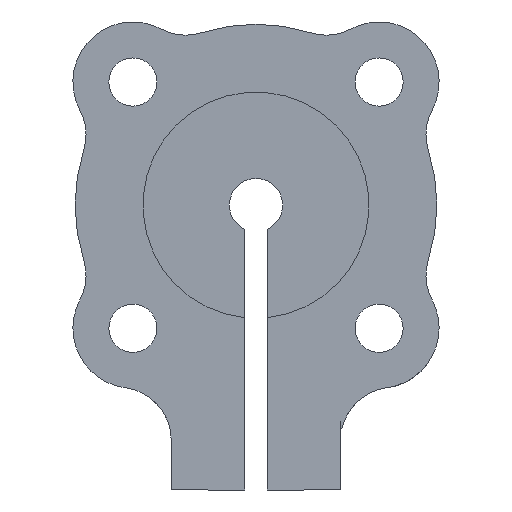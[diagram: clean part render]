
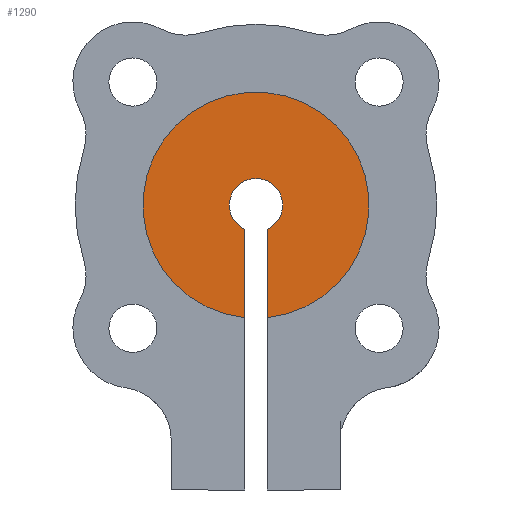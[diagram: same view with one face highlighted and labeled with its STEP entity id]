
A CAD part, front view. The second image highlights one B-rep face of the part: STEP entity #1290.
In plain terms, the highlighted planar face has unit normal (0, -1, 0).
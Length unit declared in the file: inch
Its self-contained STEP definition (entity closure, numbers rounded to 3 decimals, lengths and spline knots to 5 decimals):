
#83 = VERTEX_POINT ( 'NONE', #629 ) ;
#120 = CARTESIAN_POINT ( 'NONE',  ( 0.025, 0., -0.0535 ) ) ;
#198 = LINE ( 'NONE', #836, #831 ) ;
#230 = DIRECTION ( 'NONE',  ( 0., 0., 1. ) ) ;
#253 = DIRECTION ( 'NONE',  ( 0., 1., 0. ) ) ;
#375 = LINE ( 'NONE', #639, #999 ) ;
#498 = CIRCLE ( 'NONE', #1012, 0.05906 ) ;
#508 = AXIS2_PLACEMENT_3D ( 'NONE', #580, #253, #230 ) ;
#529 = CARTESIAN_POINT ( 'NONE',  ( -0.025, 0., -0.0535 ) ) ;
#580 = CARTESIAN_POINT ( 'NONE',  ( 0., 0., 0. ) ) ;
#613 = EDGE_CURVE ( 'NONE', #83, #1197, #1470, .T. ) ;
#628 = DIRECTION ( 'NONE',  ( 0., 0., -1. ) ) ;
#629 = CARTESIAN_POINT ( 'NONE',  ( -0.025, 0., -0.24875 ) ) ;
#639 = CARTESIAN_POINT ( 'NONE',  ( 0.025, 0., -0.39922 ) ) ;
#645 = EDGE_CURVE ( 'NONE', #83, #810, #198, .T. ) ;
#686 = EDGE_CURVE ( 'NONE', #1047, #810, #498, .T. ) ;
#688 = AXIS2_PLACEMENT_3D ( 'NONE', #842, #841, #838 ) ;
#715 = PLANE ( 'NONE',  #508 ) ;
#744 = DIRECTION ( 'NONE',  ( 0., 0., -1. ) ) ;
#747 = DIRECTION ( 'NONE',  ( 0., -1., 0. ) ) ;
#750 = CARTESIAN_POINT ( 'NONE',  ( 0., 0., 0. ) ) ;
#755 = EDGE_CURVE ( 'NONE', #1047, #1197, #375, .T. ) ;
#802 = DIRECTION ( 'NONE',  ( 0., 0., 1. ) ) ;
#810 = VERTEX_POINT ( 'NONE', #529 ) ;
#831 = VECTOR ( 'NONE', #802, 39.37008 ) ;
#836 = CARTESIAN_POINT ( 'NONE',  ( -0.025, 0., -0.39922 ) ) ;
#838 = DIRECTION ( 'NONE',  ( 0., 0., 1. ) ) ;
#841 = DIRECTION ( 'NONE',  ( 0., 1., 0. ) ) ;
#842 = CARTESIAN_POINT ( 'NONE',  ( 0., 0., 0. ) ) ;
#857 = ORIENTED_EDGE ( 'NONE', *, *, #645, .T. ) ;
#999 = VECTOR ( 'NONE', #628, 39.37008 ) ;
#1009 = EDGE_LOOP ( 'NONE', ( #857, #1011, #1448, #1115 ) ) ;
#1011 = ORIENTED_EDGE ( 'NONE', *, *, #686, .F. ) ;
#1012 = AXIS2_PLACEMENT_3D ( 'NONE', #750, #747, #744 ) ;
#1047 = VERTEX_POINT ( 'NONE', #120 ) ;
#1115 = ORIENTED_EDGE ( 'NONE', *, *, #613, .F. ) ;
#1197 = VERTEX_POINT ( 'NONE', #1521 ) ;
#1290 = ADVANCED_FACE ( 'NONE', ( #1551 ), #715, .F. ) ;
#1448 = ORIENTED_EDGE ( 'NONE', *, *, #755, .T. ) ;
#1470 = CIRCLE ( 'NONE', #688, 0.25 ) ;
#1521 = CARTESIAN_POINT ( 'NONE',  ( 0.025, 0., -0.24875 ) ) ;
#1551 = FACE_OUTER_BOUND ( 'NONE', #1009, .T. ) ;
